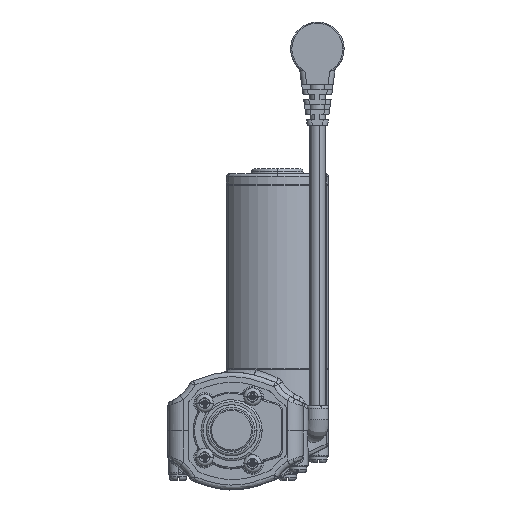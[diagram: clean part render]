
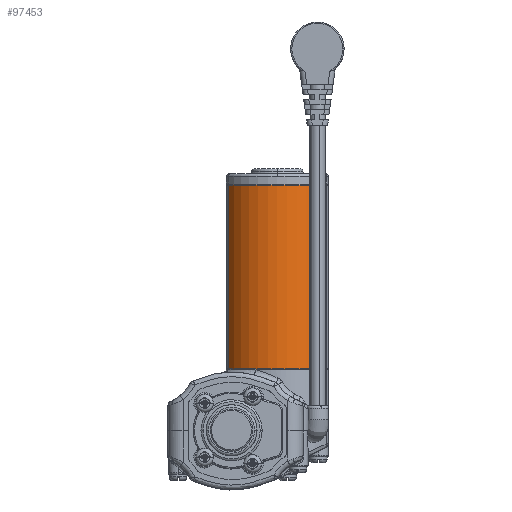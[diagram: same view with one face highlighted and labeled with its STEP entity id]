
A CAD part, top view. The second image highlights one B-rep face of the part: STEP entity #97453.
In plain terms, the highlighted cylindrical face has radius 22.5 mm (diameter 45 mm), a partial arc.
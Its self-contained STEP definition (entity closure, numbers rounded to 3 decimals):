
#76322 = VERTEX_POINT ( 'NONE', #119084 ) ;
#76425 = VERTEX_POINT ( 'NONE', #119261 ) ;
#76429 = EDGE_CURVE ( 'NONE', #76425, #76322, #119256, .T. ) ;
#97291 = VERTEX_POINT ( 'NONE', #119829 ) ;
#97294 = EDGE_CURVE ( 'NONE', #97297, #97291, #119822, .T. ) ;
#97297 = VERTEX_POINT ( 'NONE', #119816 ) ;
#97370 = EDGE_CURVE ( 'NONE', #76322, #97291, #119949, .T. ) ;
#97417 = ORIENTED_EDGE ( 'NONE', *, *, #97370, .F. ) ;
#97419 = ORIENTED_EDGE ( 'NONE', *, *, #76429, .F. ) ;
#97420 = ORIENTED_EDGE ( 'NONE', *, *, #97449, .T. ) ;
#97449 = EDGE_CURVE ( 'NONE', #76425, #97297, #120098, .T. ) ;
#97453 = ADVANCED_FACE ( 'NONE', ( #120084 ), #120078, .T. ) ;
#97456 = EDGE_LOOP ( 'NONE', ( #97458, #97417, #97419, #97420 ) ) ;
#97458 = ORIENTED_EDGE ( 'NONE', *, *, #97294, .T. ) ;
#119084 = CARTESIAN_POINT ( 'NONE',  ( 37.286, 96.4, 45.589 ) ) ;
#119251 = DIRECTION ( 'NONE',  ( 0., 0., 1. ) ) ;
#119252 = DIRECTION ( 'NONE',  ( 0., 1., 0. ) ) ;
#119253 = CARTESIAN_POINT ( 'NONE',  ( 18., 96.4, 34. ) ) ;
#119255 = AXIS2_PLACEMENT_3D ( 'NONE', #119253, #119252, #119251 ) ;
#119256 = CIRCLE ( 'NONE', #119255, 22.5 ) ;
#119261 = CARTESIAN_POINT ( 'NONE',  ( -1.286, 96.4, 45.589 ) ) ;
#119816 = CARTESIAN_POINT ( 'NONE',  ( -1.286, 24.5, 45.589 ) ) ;
#119817 = DIRECTION ( 'NONE',  ( 0., 0., 1. ) ) ;
#119818 = DIRECTION ( 'NONE',  ( 0., 1., 0. ) ) ;
#119819 = CARTESIAN_POINT ( 'NONE',  ( 18., 24.5, 34. ) ) ;
#119821 = AXIS2_PLACEMENT_3D ( 'NONE', #119819, #119818, #119817 ) ;
#119822 = CIRCLE ( 'NONE', #119821, 22.5 ) ;
#119829 = CARTESIAN_POINT ( 'NONE',  ( 37.286, 24.5, 45.589 ) ) ;
#119946 = DIRECTION ( 'NONE',  ( 0., -1., 0. ) ) ;
#119947 = VECTOR ( 'NONE', #119946, 1000. ) ;
#119948 = CARTESIAN_POINT ( 'NONE',  ( 37.286, 96.4, 45.589 ) ) ;
#119949 = LINE ( 'NONE', #119948, #119947 ) ;
#120074 = DIRECTION ( 'NONE',  ( 0., 0., -1. ) ) ;
#120075 = DIRECTION ( 'NONE',  ( 0., -1., 0. ) ) ;
#120076 = CARTESIAN_POINT ( 'NONE',  ( 18., 96.4, 34. ) ) ;
#120077 = AXIS2_PLACEMENT_3D ( 'NONE', #120076, #120075, #120074 ) ;
#120078 = CYLINDRICAL_SURFACE ( 'NONE', #120077, 22.5 ) ;
#120084 = FACE_OUTER_BOUND ( 'NONE', #97456, .T. ) ;
#120086 = DIRECTION ( 'NONE',  ( 0., -1., 0. ) ) ;
#120088 = VECTOR ( 'NONE', #120086, 1000. ) ;
#120091 = CARTESIAN_POINT ( 'NONE',  ( -1.286, 96.4, 45.589 ) ) ;
#120098 = LINE ( 'NONE', #120091, #120088 ) ;
